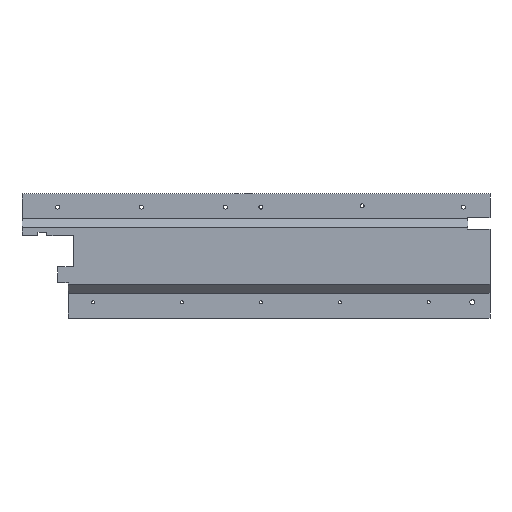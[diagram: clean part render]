
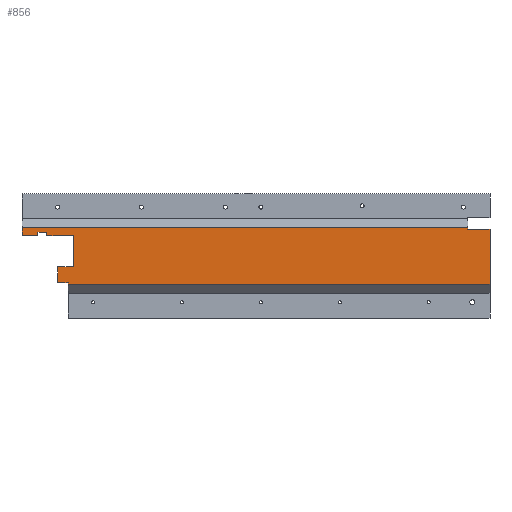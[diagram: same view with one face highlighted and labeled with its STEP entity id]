
A CAD part, top view. The second image highlights one B-rep face of the part: STEP entity #856.
In plain terms, the highlighted planar face has unit normal (0, 0, 1).
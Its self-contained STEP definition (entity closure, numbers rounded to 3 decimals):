
#78=FACE_OUTER_BOUND('',#121,.T.);
#121=EDGE_LOOP('',(#595,#596,#597,#598,#599,#600,#601,#602,#603,#604,#605,
#606,#607,#608,#609,#610));
#187=LINE('',#1218,#284);
#197=LINE('',#1237,#294);
#198=LINE('',#1240,#295);
#199=LINE('',#1242,#296);
#200=LINE('',#1244,#297);
#201=LINE('',#1246,#298);
#202=LINE('',#1248,#299);
#203=LINE('',#1250,#300);
#204=LINE('',#1252,#301);
#205=LINE('',#1254,#302);
#206=LINE('',#1256,#303);
#207=LINE('',#1258,#304);
#208=LINE('',#1260,#305);
#209=LINE('',#1262,#306);
#210=LINE('',#1264,#307);
#211=LINE('',#1265,#308);
#284=VECTOR('',#983,10.);
#294=VECTOR('',#997,10.);
#295=VECTOR('',#1000,10.);
#296=VECTOR('',#1001,10.);
#297=VECTOR('',#1002,10.);
#298=VECTOR('',#1003,10.);
#299=VECTOR('',#1004,10.);
#300=VECTOR('',#1005,10.);
#301=VECTOR('',#1006,10.);
#302=VECTOR('',#1007,10.);
#303=VECTOR('',#1008,10.);
#304=VECTOR('',#1009,10.);
#305=VECTOR('',#1010,10.);
#306=VECTOR('',#1011,10.);
#307=VECTOR('',#1012,10.);
#308=VECTOR('',#1013,10.);
#381=VERTEX_POINT('',#1215);
#382=VERTEX_POINT('',#1217);
#389=VERTEX_POINT('',#1235);
#390=VERTEX_POINT('',#1239);
#391=VERTEX_POINT('',#1241);
#392=VERTEX_POINT('',#1243);
#393=VERTEX_POINT('',#1245);
#394=VERTEX_POINT('',#1247);
#395=VERTEX_POINT('',#1249);
#396=VERTEX_POINT('',#1251);
#397=VERTEX_POINT('',#1253);
#398=VERTEX_POINT('',#1255);
#399=VERTEX_POINT('',#1257);
#400=VERTEX_POINT('',#1259);
#401=VERTEX_POINT('',#1261);
#402=VERTEX_POINT('',#1263);
#461=EDGE_CURVE('',#382,#381,#187,.T.);
#471=EDGE_CURVE('',#381,#389,#197,.T.);
#472=EDGE_CURVE('',#389,#390,#198,.T.);
#473=EDGE_CURVE('',#390,#391,#199,.T.);
#474=EDGE_CURVE('',#391,#392,#200,.T.);
#475=EDGE_CURVE('',#392,#393,#201,.T.);
#476=EDGE_CURVE('',#393,#394,#202,.T.);
#477=EDGE_CURVE('',#394,#395,#203,.T.);
#478=EDGE_CURVE('',#395,#396,#204,.T.);
#479=EDGE_CURVE('',#396,#397,#205,.T.);
#480=EDGE_CURVE('',#397,#398,#206,.T.);
#481=EDGE_CURVE('',#398,#399,#207,.T.);
#482=EDGE_CURVE('',#399,#400,#208,.T.);
#483=EDGE_CURVE('',#400,#401,#209,.T.);
#484=EDGE_CURVE('',#401,#402,#210,.T.);
#485=EDGE_CURVE('',#402,#382,#211,.T.);
#595=ORIENTED_EDGE('',*,*,#461,.T.);
#596=ORIENTED_EDGE('',*,*,#471,.T.);
#597=ORIENTED_EDGE('',*,*,#472,.T.);
#598=ORIENTED_EDGE('',*,*,#473,.T.);
#599=ORIENTED_EDGE('',*,*,#474,.T.);
#600=ORIENTED_EDGE('',*,*,#475,.T.);
#601=ORIENTED_EDGE('',*,*,#476,.T.);
#602=ORIENTED_EDGE('',*,*,#477,.T.);
#603=ORIENTED_EDGE('',*,*,#478,.T.);
#604=ORIENTED_EDGE('',*,*,#479,.T.);
#605=ORIENTED_EDGE('',*,*,#480,.T.);
#606=ORIENTED_EDGE('',*,*,#481,.T.);
#607=ORIENTED_EDGE('',*,*,#482,.T.);
#608=ORIENTED_EDGE('',*,*,#483,.T.);
#609=ORIENTED_EDGE('',*,*,#484,.T.);
#610=ORIENTED_EDGE('',*,*,#485,.T.);
#825=PLANE('',#913);
#856=ADVANCED_FACE('',(#78),#825,.T.);
#913=AXIS2_PLACEMENT_3D('',#1238,#998,#999);
#983=DIRECTION('',(-1.,0.,0.));
#997=DIRECTION('',(0.,1.,0.));
#998=DIRECTION('center_axis',(0.,0.,1.));
#999=DIRECTION('ref_axis',(1.,0.,0.));
#1000=DIRECTION('',(-1.,0.,0.));
#1001=DIRECTION('',(0.,-1.,0.));
#1002=DIRECTION('',(1.,0.,0.));
#1003=DIRECTION('',(0.,1.,0.));
#1004=DIRECTION('',(1.,0.,0.));
#1005=DIRECTION('',(0.,-1.,0.));
#1006=DIRECTION('',(1.,0.,0.));
#1007=DIRECTION('',(0.,-1.,0.));
#1008=DIRECTION('',(-1.,0.,0.));
#1009=DIRECTION('',(0.,-1.,0.));
#1010=DIRECTION('',(1.,0.,0.));
#1011=DIRECTION('',(0.,-1.,0.));
#1012=DIRECTION('',(1.,0.,0.));
#1013=DIRECTION('',(0.,1.,0.));
#1215=CARTESIAN_POINT('',(502.,100.,14.));
#1217=CARTESIAN_POINT('',(527.,100.,14.));
#1218=CARTESIAN_POINT('',(382.75,100.,14.));
#1235=CARTESIAN_POINT('',(502.,102.,14.));
#1237=CARTESIAN_POINT('',(502.,91.5,14.));
#1238=CARTESIAN_POINT('Origin',(263.5,70.,14.));
#1239=CARTESIAN_POINT('',(0.,102.,14.));
#1240=CARTESIAN_POINT('',(0.,102.,14.));
#1241=CARTESIAN_POINT('',(0.,93.,14.));
#1242=CARTESIAN_POINT('',(0.,140.,14.));
#1243=CARTESIAN_POINT('',(18.,93.,14.));
#1244=CARTESIAN_POINT('',(160.75,93.,14.));
#1245=CARTESIAN_POINT('',(18.,97.,14.));
#1246=CARTESIAN_POINT('',(18.,83.5,14.));
#1247=CARTESIAN_POINT('',(28.,97.,14.));
#1248=CARTESIAN_POINT('',(145.75,97.,14.));
#1249=CARTESIAN_POINT('',(28.,93.,14.));
#1250=CARTESIAN_POINT('',(28.,81.5,14.));
#1251=CARTESIAN_POINT('',(58.,93.,14.));
#1252=CARTESIAN_POINT('',(160.75,93.,14.));
#1253=CARTESIAN_POINT('',(58.,58.,14.));
#1254=CARTESIAN_POINT('',(58.,64.,14.));
#1255=CARTESIAN_POINT('',(40.,58.,14.));
#1256=CARTESIAN_POINT('',(131.75,58.,14.));
#1257=CARTESIAN_POINT('',(40.,40.,14.));
#1258=CARTESIAN_POINT('',(40.,55.,14.));
#1259=CARTESIAN_POINT('',(52.,40.,14.));
#1260=CARTESIAN_POINT('',(157.75,40.,14.));
#1261=CARTESIAN_POINT('',(52.,38.,14.));
#1262=CARTESIAN_POINT('',(52.,41.,14.));
#1263=CARTESIAN_POINT('',(527.,38.,14.));
#1264=CARTESIAN_POINT('',(0.,38.,14.));
#1265=CARTESIAN_POINT('',(527.,140.,14.));
